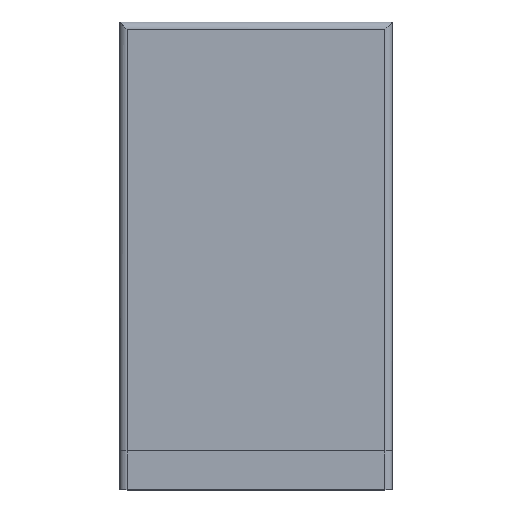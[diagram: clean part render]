
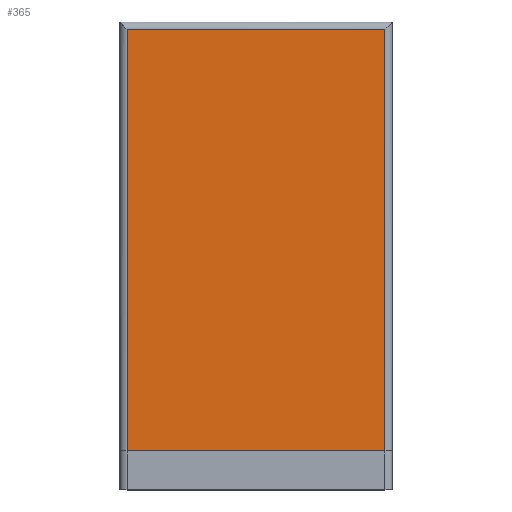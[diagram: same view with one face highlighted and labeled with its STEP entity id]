
A CAD part, top view. The second image highlights one B-rep face of the part: STEP entity #365.
In plain terms, the highlighted planar face has unit normal (0, 0, 1).
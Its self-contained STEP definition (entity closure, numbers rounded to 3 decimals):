
#34=PLANE('',#418);
#55=FACE_OUTER_BOUND('',#76,.T.);
#76=EDGE_LOOP('',(#321,#322,#323,#324));
#100=LINE('',#607,#133);
#105=LINE('',#622,#138);
#107=LINE('',#629,#140);
#110=LINE('',#633,#143);
#133=VECTOR('',#495,10.);
#138=VECTOR('',#510,10.);
#140=VECTOR('',#518,10.);
#143=VECTOR('',#523,10.);
#183=VERTEX_POINT('',#604);
#184=VERTEX_POINT('',#606);
#188=VERTEX_POINT('',#620);
#189=VERTEX_POINT('',#621);
#224=EDGE_CURVE('',#184,#183,#100,.T.);
#231=EDGE_CURVE('',#188,#189,#105,.T.);
#235=EDGE_CURVE('',#189,#183,#107,.T.);
#238=EDGE_CURVE('',#184,#188,#110,.T.);
#321=ORIENTED_EDGE('',*,*,#235,.F.);
#322=ORIENTED_EDGE('',*,*,#231,.F.);
#323=ORIENTED_EDGE('',*,*,#238,.F.);
#324=ORIENTED_EDGE('',*,*,#224,.T.);
#365=ADVANCED_FACE('',(#55),#34,.T.);
#418=AXIS2_PLACEMENT_3D('',#634,#524,#525);
#495=DIRECTION('',(1.,0.,0.));
#510=DIRECTION('',(1.,0.,0.));
#518=DIRECTION('',(0.,-1.,0.));
#523=DIRECTION('',(0.,1.,0.));
#524=DIRECTION('center_axis',(0.,0.,1.));
#525=DIRECTION('ref_axis',(0.,1.,0.));
#604=CARTESIAN_POINT('',(34.,5.,5.));
#606=CARTESIAN_POINT('',(1.,5.,5.));
#607=CARTESIAN_POINT('',(17.5,5.,5.));
#620=CARTESIAN_POINT('',(1.,59.,5.));
#621=CARTESIAN_POINT('',(34.,59.,5.));
#622=CARTESIAN_POINT('',(17.5,59.,5.));
#629=CARTESIAN_POINT('',(34.,30.,5.));
#633=CARTESIAN_POINT('',(1.,30.,5.));
#634=CARTESIAN_POINT('Origin',(17.5,30.,5.));
